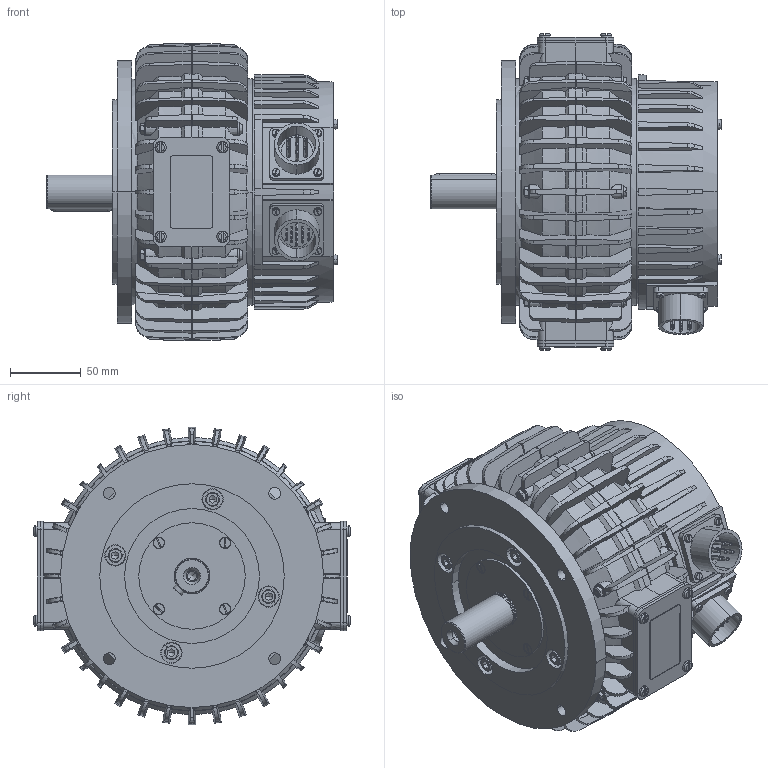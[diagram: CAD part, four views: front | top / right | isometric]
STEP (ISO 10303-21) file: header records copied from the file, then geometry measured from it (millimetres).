
FILE_DESCRIPTION((''),'2;1');
FILE_NAME('MA-20.stp','2014-01-29T11:48:34',('arodrigo'),(''),'Autodesk Inventor 9','Autodesk Inventor 9','');
FILE_SCHEMA(('AUTOMOTIVE_DESIGN { 1 0 10303 214 1 1 1 1 }'));
Length unit declared in the file: millimetre
Products named in the file (1): MA-20
Bounding box: 205 x 222.8 x 209.99 mm (x, y, z)
Volume: 2261734.6 mm3; surface area: 351647.7 mm2
Topology: 1 solids, 26 shells, 2007 faces, 5919 edges, 4038 vertices
Faces by surface type: plane 620, cone 477, bspline 430, cylinder 368, torus 68, sphere 44
Entity records: 83839 total; most frequent: CARTESIAN_POINT 33885, ORIENTED_EDGE 11692, DIRECTION 9330, EDGE_CURVE 5846, VERTEX_POINT 4017, AXIS2_PLACEMENT_3D 3795, EDGE_LOOP 2205, FACE_OUTER_BOUND 2007
